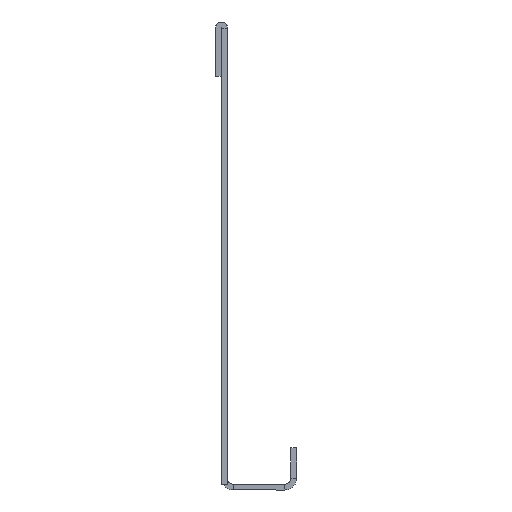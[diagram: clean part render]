
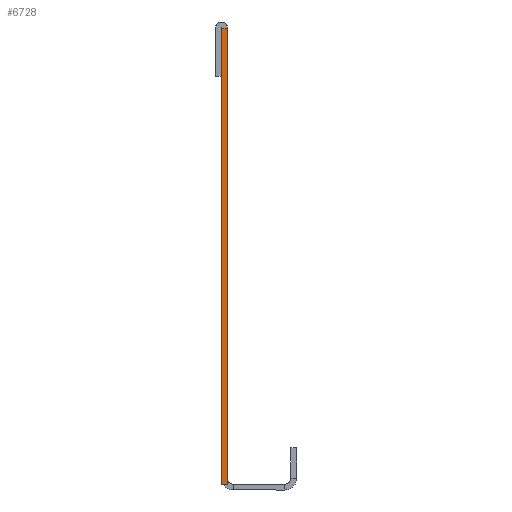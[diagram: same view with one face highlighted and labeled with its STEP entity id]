
A CAD part, left-side view. The second image highlights one B-rep face of the part: STEP entity #6728.
In plain terms, the highlighted planar face has unit normal (-1, 0, 0).
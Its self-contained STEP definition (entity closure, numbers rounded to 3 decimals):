
#265 = ORIENTED_EDGE ( 'NONE', *, *, #1054, .T. ) ;
#492 = AXIS2_PLACEMENT_3D ( 'NONE', #6862, #1583, #3937 ) ;
#638 = VECTOR ( 'NONE', #2201, 1000. ) ;
#643 = CARTESIAN_POINT ( 'NONE',  ( -200., 0., -53.325 ) ) ;
#847 = LINE ( 'NONE', #3202, #1803 ) ;
#1054 = EDGE_CURVE ( 'NONE', #3573, #5564, #847, .T. ) ;
#1583 = DIRECTION ( 'NONE',  ( -1., 0., 0. ) ) ;
#1803 = VECTOR ( 'NONE', #5550, 1000. ) ;
#1826 = VECTOR ( 'NONE', #2997, 1000. ) ;
#1920 = CARTESIAN_POINT ( 'NONE',  ( -200., -1.35, -53.325 ) ) ;
#2159 = FACE_OUTER_BOUND ( 'NONE', #3623, .T. ) ;
#2201 = DIRECTION ( 'NONE',  ( 0., -1., 0. ) ) ;
#2238 = DIRECTION ( 'NONE',  ( 0., 1., 0. ) ) ;
#2823 = ORIENTED_EDGE ( 'NONE', *, *, #6360, .F. ) ;
#2949 = EDGE_CURVE ( 'NONE', #3573, #6927, #5164, .T. ) ;
#2997 = DIRECTION ( 'NONE',  ( 0., 0., 1. ) ) ;
#3086 = VERTEX_POINT ( 'NONE', #6539 ) ;
#3202 = CARTESIAN_POINT ( 'NONE',  ( -200., -1.35, -53.325 ) ) ;
#3573 = VERTEX_POINT ( 'NONE', #1920 ) ;
#3623 = EDGE_LOOP ( 'NONE', ( #2823, #3989, #6645, #265 ) ) ;
#3937 = DIRECTION ( 'NONE',  ( 0., 0., 1. ) ) ;
#3989 = ORIENTED_EDGE ( 'NONE', *, *, #7332, .F. ) ;
#4032 = CARTESIAN_POINT ( 'NONE',  ( -200., -1.35, 51.925 ) ) ;
#4280 = CARTESIAN_POINT ( 'NONE',  ( -200., 0., -53.325 ) ) ;
#4504 = PLANE ( 'NONE',  #492 ) ;
#5122 = LINE ( 'NONE', #7481, #638 ) ;
#5164 = LINE ( 'NONE', #7515, #7323 ) ;
#5550 = DIRECTION ( 'NONE',  ( 0., 0., 1. ) ) ;
#5564 = VERTEX_POINT ( 'NONE', #4032 ) ;
#5912 = LINE ( 'NONE', #643, #1826 ) ;
#6360 = EDGE_CURVE ( 'NONE', #3086, #5564, #5122, .T. ) ;
#6539 = CARTESIAN_POINT ( 'NONE',  ( -200., 0., 51.925 ) ) ;
#6645 = ORIENTED_EDGE ( 'NONE', *, *, #2949, .F. ) ;
#6728 = ADVANCED_FACE ( 'NONE', ( #2159 ), #4504, .T. ) ;
#6862 = CARTESIAN_POINT ( 'NONE',  ( -200., -1.35, -53.325 ) ) ;
#6927 = VERTEX_POINT ( 'NONE', #4280 ) ;
#7323 = VECTOR ( 'NONE', #2238, 1000. ) ;
#7332 = EDGE_CURVE ( 'NONE', #6927, #3086, #5912, .T. ) ;
#7481 = CARTESIAN_POINT ( 'NONE',  ( -200., 0., 51.925 ) ) ;
#7515 = CARTESIAN_POINT ( 'NONE',  ( -200., -1.35, -53.325 ) ) ;
